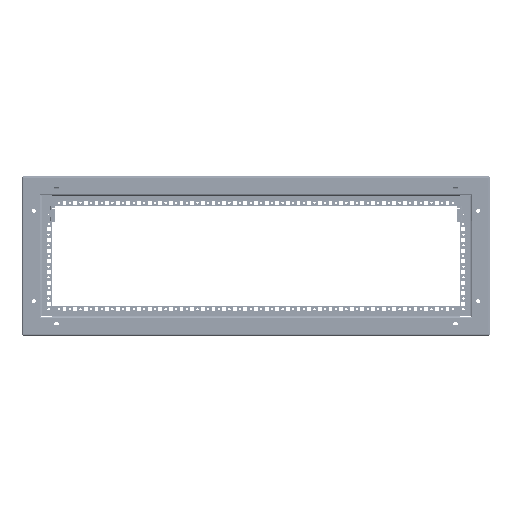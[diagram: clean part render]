
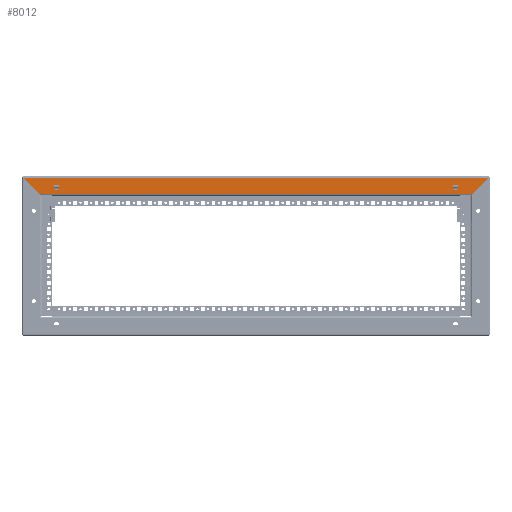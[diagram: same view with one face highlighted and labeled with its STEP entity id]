
A CAD part, front view. The second image highlights one B-rep face of the part: STEP entity #8012.
In plain terms, the highlighted planar face has unit normal (0, -1, 0).
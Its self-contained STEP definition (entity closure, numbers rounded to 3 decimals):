
#8012=ADVANCED_FACE('',(#21230,#21231,#21232),#21233,.T.);
#21230=FACE_OUTER_BOUND('',#43090,.T.);
#21231=FACE_BOUND('',#43091,.T.);
#21232=FACE_BOUND('',#43092,.T.);
#21233=PLANE('',#43093);
#43090=EDGE_LOOP('',(#68921,#68922,#68923,#68924));
#43091=EDGE_LOOP('',(#68925,#68926));
#43092=EDGE_LOOP('',(#68927,#68928));
#43093=AXIS2_PLACEMENT_3D('',#68929,#68930,#68931);
#68921=ORIENTED_EDGE('',*,*,#125055,.T.);
#68922=ORIENTED_EDGE('',*,*,#125057,.T.);
#68923=ORIENTED_EDGE('',*,*,#124961,.T.);
#68924=ORIENTED_EDGE('',*,*,#124943,.F.);
#68925=ORIENTED_EDGE('',*,*,#123701,.T.);
#68926=ORIENTED_EDGE('',*,*,#124919,.T.);
#68927=ORIENTED_EDGE('',*,*,#123696,.T.);
#68928=ORIENTED_EDGE('',*,*,#124922,.T.);
#68929=CARTESIAN_POINT('',(1098.0,0.0,352.5));
#68930=DIRECTION('',(0.0,-1.0,0.0));
#68931=DIRECTION('',(0.0,0.0,-1.0));
#123696=EDGE_CURVE('',#148180,#148184,#148186,.T.);
#123701=EDGE_CURVE('',#148189,#148193,#148195,.T.);
#124919=EDGE_CURVE('',#148193,#148189,#150021,.T.);
#124922=EDGE_CURVE('',#148184,#148180,#150024,.T.);
#124943=EDGE_CURVE('',#150058,#150060,#150061,.T.);
#124961=EDGE_CURVE('',#150089,#150060,#150090,.T.);
#125055=EDGE_CURVE('',#150058,#150223,#150225,.T.);
#125057=EDGE_CURVE('',#150223,#150089,#150227,.T.);
#148180=VERTEX_POINT('',#184558);
#148184=VERTEX_POINT('',#184563);
#148186=CIRCLE('',#184566,6.5);
#148189=VERTEX_POINT('',#184569);
#148193=VERTEX_POINT('',#184574);
#148195=CIRCLE('',#184577,6.5);
#150021=CIRCLE('',#187003,6.5);
#150024=CIRCLE('',#187006,6.5);
#150058=VERTEX_POINT('',#187054);
#150060=VERTEX_POINT('',#187056);
#150061=LINE('',#187057,#187058);
#150089=VERTEX_POINT('',#187098);
#150090=LINE('',#187099,#187100);
#150223=VERTEX_POINT('',#187282);
#150225=LINE('',#187284,#187285);
#150227=LINE('',#187287,#187288);
#184558=CARTESIAN_POINT('',(87.5,0.0,349.0));
#184563=CARTESIAN_POINT('',(74.5,0.0,349.0));
#184566=AXIS2_PLACEMENT_3D('',#231745,#231746,#231747);
#184569=CARTESIAN_POINT('',(1025.5,0.0,349.0));
#184574=CARTESIAN_POINT('',(1012.5,0.0,349.0));
#184577=AXIS2_PLACEMENT_3D('',#231753,#231754,#231755);
#187003=AXIS2_PLACEMENT_3D('',#233292,#233293,#233294);
#187006=AXIS2_PLACEMENT_3D('',#233298,#233299,#233300);
#187054=CARTESIAN_POINT('',(1059.,0.0,334.));
#187056=CARTESIAN_POINT('',(41.,0.0,334.));
#187057=CARTESIAN_POINT('',(1098.0,0.,334.));
#187058=VECTOR('',#233324,1.0);
#187098=CARTESIAN_POINT('',(4.,0.0,371.));
#187099=CARTESIAN_POINT('',(291.5,0.,83.5));
#187100=VECTOR('',#233343,1.0);
#187282=CARTESIAN_POINT('',(1096.,0.0,371.));
#187284=CARTESIAN_POINT('',(1082.5,0.0,357.5));
#187285=VECTOR('',#233450,1.0);
#187287=CARTESIAN_POINT('',(1098.0,0.0,371.0));
#187288=VECTOR('',#233451,1.0);
#231745=CARTESIAN_POINT('',(81.0,0.0,349.0));
#231746=DIRECTION('',(-0.0,1.0,0.0));
#231747=DIRECTION('',(1.0,0.0,0.0));
#231753=CARTESIAN_POINT('',(1019.0,0.0,349.0));
#231754=DIRECTION('',(-0.0,1.0,0.0));
#231755=DIRECTION('',(1.0,0.0,0.0));
#233292=CARTESIAN_POINT('',(1019.0,0.0,349.0));
#233293=DIRECTION('',(-0.0,1.0,0.0));
#233294=DIRECTION('',(1.0,0.0,0.0));
#233298=CARTESIAN_POINT('',(81.0,0.0,349.0));
#233299=DIRECTION('',(-0.0,1.0,0.0));
#233300=DIRECTION('',(1.0,0.0,0.0));
#233324=DIRECTION('',(-1.0,0.0,0.0));
#233343=DIRECTION('',(0.707,0.0,-0.707));
#233450=DIRECTION('',(0.707,0.0,0.707));
#233451=DIRECTION('',(-1.0,0.0,0.0));
